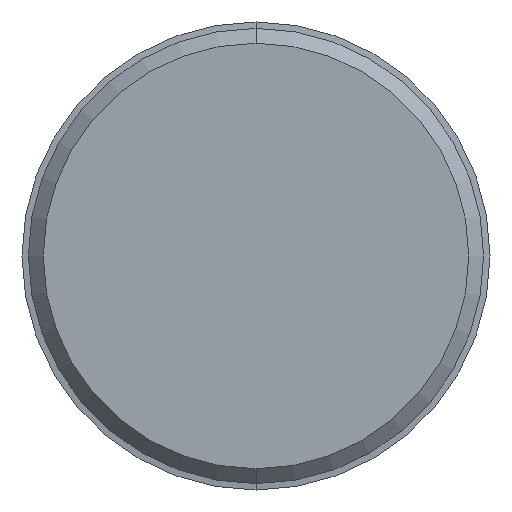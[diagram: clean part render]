
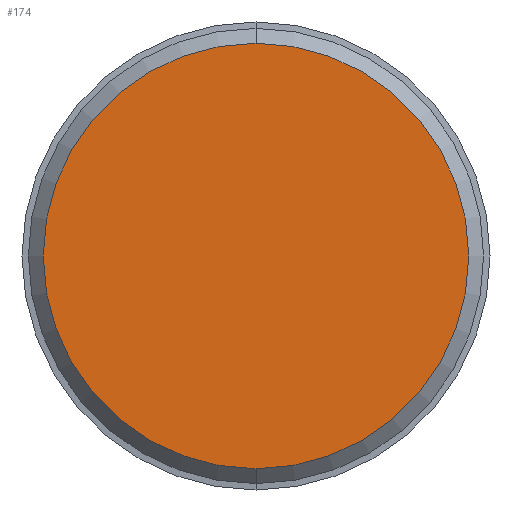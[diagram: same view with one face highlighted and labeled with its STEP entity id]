
A CAD part, front view. The second image highlights one B-rep face of the part: STEP entity #174.
In plain terms, the highlighted planar face has unit normal (0, -1, 0).
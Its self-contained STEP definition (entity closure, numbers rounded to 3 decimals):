
#25 = DIRECTION ( 'NONE',  ( 0., 0., 1. ) ) ;
#40 = CARTESIAN_POINT ( 'NONE',  ( 0., 0., -10. ) ) ;
#62 = AXIS2_PLACEMENT_3D ( 'NONE', #408, #248, #528 ) ;
#69 = EDGE_LOOP ( 'NONE', ( #537, #533 ) ) ;
#83 = CARTESIAN_POINT ( 'NONE',  ( 0., 0., 10. ) ) ;
#116 = PLANE ( 'NONE',  #62 ) ;
#120 = CARTESIAN_POINT ( 'NONE',  ( 0., 0., 0. ) ) ;
#123 = EDGE_CURVE ( 'NONE', #486, #379, #325, .T. ) ;
#127 = DIRECTION ( 'NONE',  ( 0., 0., 1. ) ) ;
#174 = ADVANCED_FACE ( 'NONE', ( #425 ), #116, .T. ) ;
#248 = DIRECTION ( 'NONE',  ( 0., -1., 0. ) ) ;
#289 = CIRCLE ( 'NONE', #510, 10. ) ;
#293 = AXIS2_PLACEMENT_3D ( 'NONE', #450, #524, #25 ) ;
#325 = CIRCLE ( 'NONE', #293, 10. ) ;
#379 = VERTEX_POINT ( 'NONE', #83 ) ;
#408 = CARTESIAN_POINT ( 'NONE',  ( 0., 0., 0. ) ) ;
#425 = FACE_OUTER_BOUND ( 'NONE', #69, .T. ) ;
#437 = EDGE_CURVE ( 'NONE', #379, #486, #289, .T. ) ;
#450 = CARTESIAN_POINT ( 'NONE',  ( 0., 0., 0. ) ) ;
#486 = VERTEX_POINT ( 'NONE', #40 ) ;
#491 = DIRECTION ( 'NONE',  ( 0., 1., 0. ) ) ;
#510 = AXIS2_PLACEMENT_3D ( 'NONE', #120, #491, #127 ) ;
#524 = DIRECTION ( 'NONE',  ( 0., 1., 0. ) ) ;
#528 = DIRECTION ( 'NONE',  ( 0., 0., -1. ) ) ;
#533 = ORIENTED_EDGE ( 'NONE', *, *, #123, .F. ) ;
#537 = ORIENTED_EDGE ( 'NONE', *, *, #437, .F. ) ;
